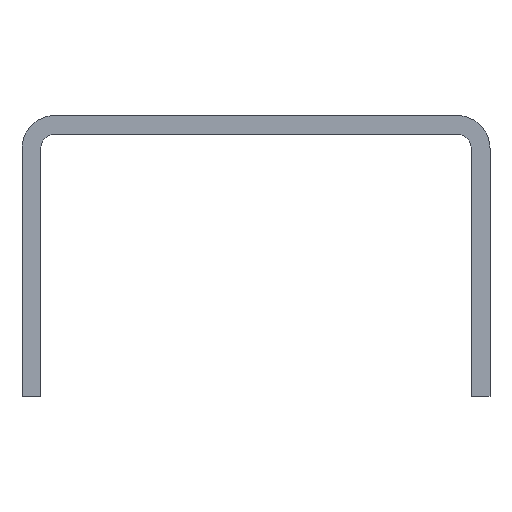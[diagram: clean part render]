
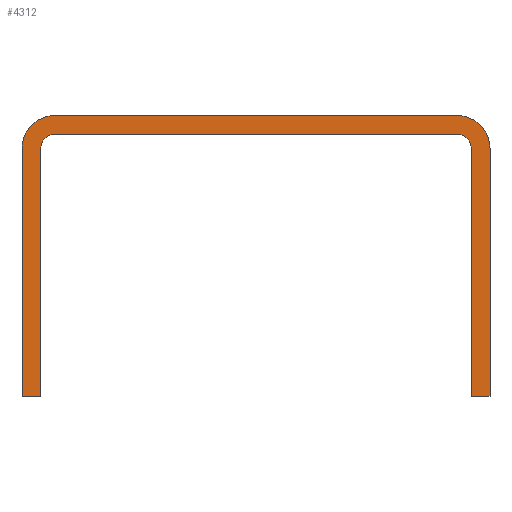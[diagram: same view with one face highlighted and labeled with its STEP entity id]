
A CAD part, front view. The second image highlights one B-rep face of the part: STEP entity #4312.
In plain terms, the highlighted planar face has unit normal (0, -1, 0).
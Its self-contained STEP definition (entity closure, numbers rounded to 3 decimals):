
#1=DIRECTION('',(0.,0.,1.));
#2=VECTOR('',#1,26.5);
#3=CARTESIAN_POINT('',(-25.,0.,-30.));
#4=LINE('',#3,#2);
#5=CARTESIAN_POINT('',(-21.5,0.,-3.5));
#6=DIRECTION('',(0.,1.,0.));
#7=DIRECTION('',(-1.,0.,0.));
#8=AXIS2_PLACEMENT_3D('',#5,#6,#7);
#10=DIRECTION('',(1.,0.,0.));
#11=VECTOR('',#10,43.);
#12=CARTESIAN_POINT('',(-21.5,0.,0.));
#13=LINE('',#12,#11);
#14=CARTESIAN_POINT('',(21.5,0.,-3.5));
#15=DIRECTION('',(0.,1.,0.));
#16=DIRECTION('',(0.,0.,1.));
#17=AXIS2_PLACEMENT_3D('',#14,#15,#16);
#19=DIRECTION('',(0.,0.,-1.));
#20=VECTOR('',#19,26.5);
#21=CARTESIAN_POINT('',(25.,0.,-3.5));
#22=LINE('',#21,#20);
#23=DIRECTION('',(-1.,0.,0.));
#24=VECTOR('',#23,2.);
#25=CARTESIAN_POINT('',(25.,0.,-30.));
#26=LINE('',#25,#24);
#27=DIRECTION('',(0.,0.,1.));
#28=VECTOR('',#27,26.5);
#29=CARTESIAN_POINT('',(23.,0.,-30.));
#30=LINE('',#29,#28);
#31=CARTESIAN_POINT('',(21.5,0.,-3.5));
#32=DIRECTION('',(0.,-1.,0.));
#33=DIRECTION('',(1.,0.,0.));
#34=AXIS2_PLACEMENT_3D('',#31,#32,#33);
#36=DIRECTION('',(-1.,0.,0.));
#37=VECTOR('',#36,43.);
#38=CARTESIAN_POINT('',(21.5,0.,-2.));
#39=LINE('',#38,#37);
#40=CARTESIAN_POINT('',(-21.5,0.,-3.5));
#41=DIRECTION('',(0.,-1.,0.));
#42=DIRECTION('',(0.,0.,1.));
#43=AXIS2_PLACEMENT_3D('',#40,#41,#42);
#45=DIRECTION('',(0.,0.,-1.));
#46=VECTOR('',#45,26.5);
#47=CARTESIAN_POINT('',(-23.,0.,-3.5));
#48=LINE('',#47,#46);
#49=DIRECTION('',(-1.,0.,0.));
#50=VECTOR('',#49,2.);
#51=CARTESIAN_POINT('',(-23.,0.,-30.));
#52=LINE('',#51,#50);
#3273=CARTESIAN_POINT('',(-25.,0.,-30.));
#3274=CARTESIAN_POINT('',(-25.,0.,-3.5));
#3275=VERTEX_POINT('',#3273);
#3276=VERTEX_POINT('',#3274);
#3277=CARTESIAN_POINT('',(-21.5,0.,0.));
#3278=VERTEX_POINT('',#3277);
#3279=CARTESIAN_POINT('',(21.5,0.,0.));
#3280=VERTEX_POINT('',#3279);
#3281=CARTESIAN_POINT('',(25.,0.,-3.5));
#3282=VERTEX_POINT('',#3281);
#3283=CARTESIAN_POINT('',(25.,0.,-30.));
#3284=VERTEX_POINT('',#3283);
#3285=CARTESIAN_POINT('',(23.,0.,-30.));
#3286=VERTEX_POINT('',#3285);
#3287=CARTESIAN_POINT('',(23.,0.,-3.5));
#3288=VERTEX_POINT('',#3287);
#3289=CARTESIAN_POINT('',(21.5,0.,-2.));
#3290=VERTEX_POINT('',#3289);
#3291=CARTESIAN_POINT('',(-21.5,0.,-2.));
#3292=VERTEX_POINT('',#3291);
#3293=CARTESIAN_POINT('',(-23.,0.,-3.5));
#3294=VERTEX_POINT('',#3293);
#3295=CARTESIAN_POINT('',(-23.,0.,-30.));
#3296=VERTEX_POINT('',#3295);
#4281=CARTESIAN_POINT('',(0.,0.,0.));
#4282=DIRECTION('',(0.,1.,0.));
#4283=DIRECTION('',(1.,0.,0.));
#4284=AXIS2_PLACEMENT_3D('',#4281,#4282,#4283);
#4285=PLANE('',#4284);
#4287=ORIENTED_EDGE('',*,*,#4286,.T.);
#4289=ORIENTED_EDGE('',*,*,#4288,.T.);
#4291=ORIENTED_EDGE('',*,*,#4290,.T.);
#4293=ORIENTED_EDGE('',*,*,#4292,.T.);
#4295=ORIENTED_EDGE('',*,*,#4294,.T.);
#4297=ORIENTED_EDGE('',*,*,#4296,.T.);
#4299=ORIENTED_EDGE('',*,*,#4298,.T.);
#4301=ORIENTED_EDGE('',*,*,#4300,.T.);
#4303=ORIENTED_EDGE('',*,*,#4302,.T.);
#4305=ORIENTED_EDGE('',*,*,#4304,.T.);
#4307=ORIENTED_EDGE('',*,*,#4306,.T.);
#4309=ORIENTED_EDGE('',*,*,#4308,.T.);
#4310=EDGE_LOOP('',(#4287,#4289,#4291,#4293,#4295,#4297,#4299,#4301,#4303,#4305,
#4307,#4309));
#4311=FACE_OUTER_BOUND('',#4310,.F.);
#4312=ADVANCED_FACE('',(#4311),#4285,.F.);
#9=CIRCLE('',#8,3.5);
#18=CIRCLE('',#17,3.5);
#35=CIRCLE('',#34,1.5);
#44=CIRCLE('',#43,1.5);
#4286=EDGE_CURVE('',#3275,#3276,#4,.T.);
#4288=EDGE_CURVE('',#3276,#3278,#9,.T.);
#4290=EDGE_CURVE('',#3278,#3280,#13,.T.);
#4292=EDGE_CURVE('',#3280,#3282,#18,.T.);
#4294=EDGE_CURVE('',#3282,#3284,#22,.T.);
#4296=EDGE_CURVE('',#3284,#3286,#26,.T.);
#4298=EDGE_CURVE('',#3286,#3288,#30,.T.);
#4300=EDGE_CURVE('',#3288,#3290,#35,.T.);
#4302=EDGE_CURVE('',#3290,#3292,#39,.T.);
#4304=EDGE_CURVE('',#3292,#3294,#44,.T.);
#4306=EDGE_CURVE('',#3294,#3296,#48,.T.);
#4308=EDGE_CURVE('',#3296,#3275,#52,.T.);
